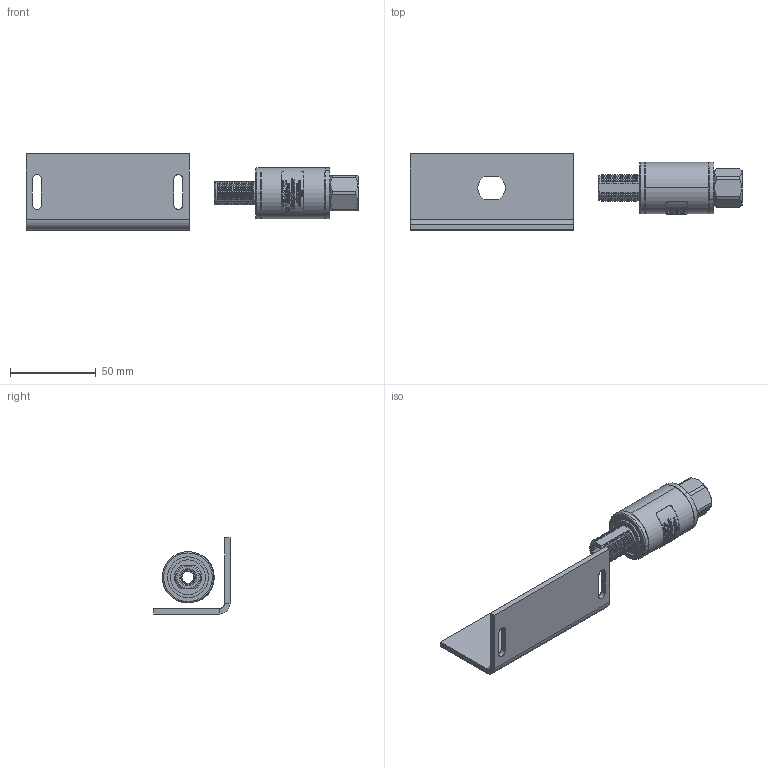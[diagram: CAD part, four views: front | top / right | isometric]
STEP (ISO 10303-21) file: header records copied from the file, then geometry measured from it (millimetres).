
FILE_DESCRIPTION (( 'STEP AP214' ), '1' );
FILE_NAME ('TSX-NFM-BF.STEP', '2019-07-30T19:51:48', ( '' ), ( '' ), 'SwSTEP 2.0', 'SolidWorks 2019', '' );
FILE_SCHEMA (( 'AUTOMOTIVE_DESIGN' ));
Length unit declared in the file: inch
Products named in the file (13): 2003-2865_On 5800-0276; TSX-NFM-BF; 5800-0275; 5420-0153; 1502-0709; 2003-2865; 5800-0276; 5800-0274
Assembly tree (6 placements, depth 2):
  TSX-NFM-BF
    5800-0276
    5800-0274
    5800-0275
    1502-0709
    2003-2865_On 5800-0276
    5420-0153
  5800-0275
  1502-0709
  2003-2865
  5800-0276
Bounding box: 193.86 x 44.45 x 44.45 mm (x, y, z)
Volume: 49692.9 mm3; surface area: 36925 mm2
Topology: 6 solids, 6 shells, 1882 faces, 5099 edges, 3358 vertices
Faces by surface type: bspline 896, plane 462, cylinder 348, cone 160, torus 16
Entity records: 104372 total; most frequent: CARTESIAN_POINT 46035, ORIENTED_EDGE 10198, EDGE_CURVE 5099, DIRECTION 5082, VERTEX_POINT 3358, B_SPLINE_CURVE_WITH_KNOTS 3003, EDGE_LOOP 2025, AXIS2_PLACEMENT_3D 1990
